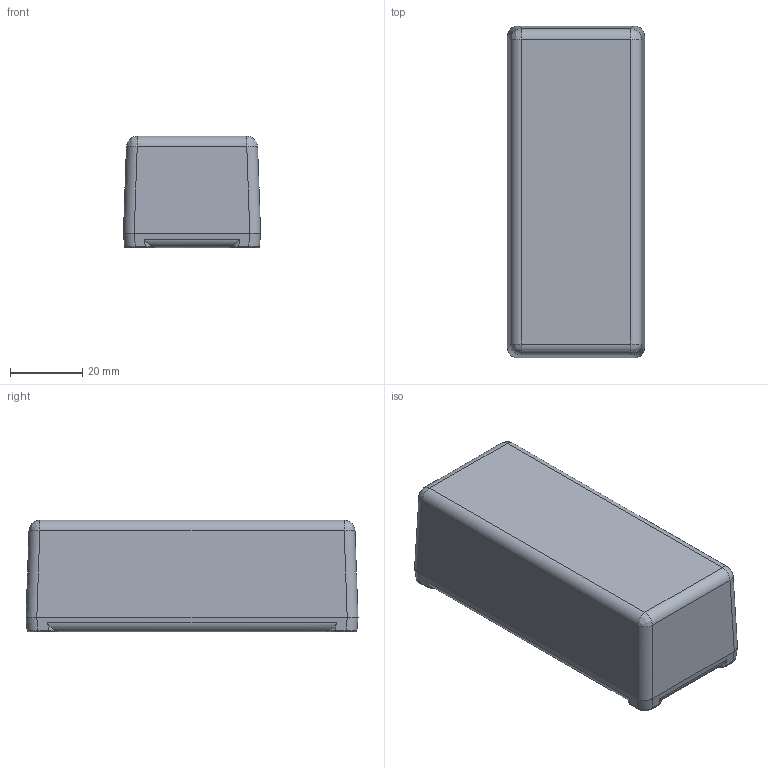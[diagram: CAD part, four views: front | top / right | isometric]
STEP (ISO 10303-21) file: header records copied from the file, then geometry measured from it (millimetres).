
FILE_DESCRIPTION (( 'STEP AP214' ), '1' );
FILE_NAME ('G0123.STEP', '2023-01-16T03:34:09', ( '' ), ( '' ), 'SwSTEP 2.0', 'SolidWorks 2014', '' );
FILE_SCHEMA (( 'AUTOMOTIVE_DESIGN' ));
Length unit declared in the file: millimetre
Products named in the file (3): G0123T; G0123B; G0123
Assembly tree (2 placements, depth 2):
  G0123
    G0123B
    G0123T
Bounding box: 38.1 x 92.2 x 31 mm (x, y, z)
Volume: 27865.8 mm3; surface area: 28469.3 mm2
Topology: 2 solids, 2 shells, 878 faces, 2351 edges, 1519 vertices
Faces by surface type: bspline 538, plane 192, cylinder 108, cone 40
Entity records: 32916 total; most frequent: CARTESIAN_POINT 14784, ORIENTED_EDGE 4700, EDGE_CURVE 2350, DIRECTION 2123, VERTEX_POINT 1519, B_SPLINE_CURVE_WITH_KNOTS 1047, LINE 1005, VECTOR 1005
